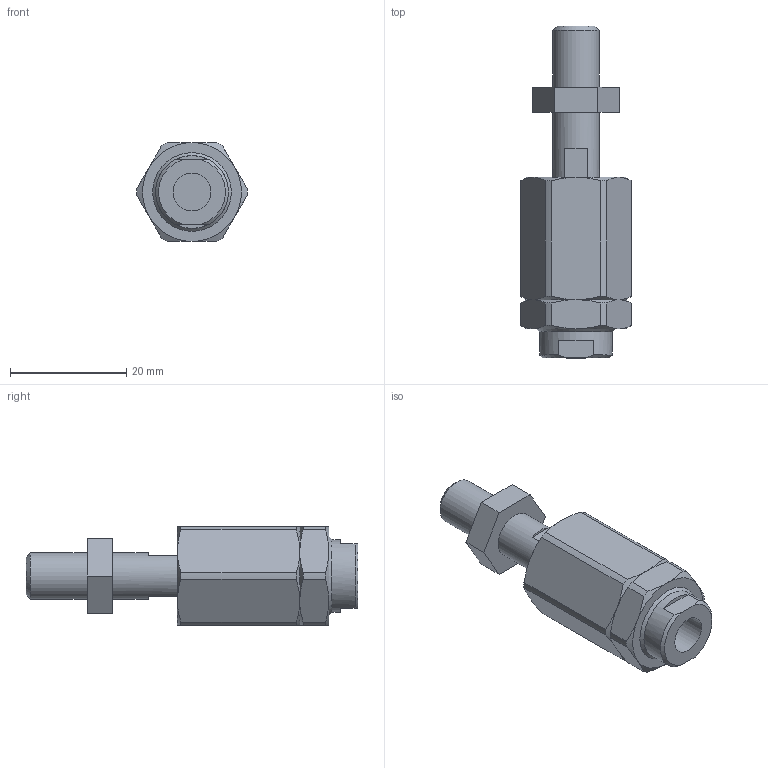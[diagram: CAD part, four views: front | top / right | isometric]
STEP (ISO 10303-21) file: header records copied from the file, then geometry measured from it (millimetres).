
FILE_DESCRIPTION((''),'2;1');
FILE_NAME('SA08x1.25.stp','2013-12-06T10:58:54',('carlo.corazza'),(''),'Autodesk Inventor 2012','Autodesk Inventor 2012','');
FILE_SCHEMA(('AUTOMOTIVE_DESIGN { 1 0 10303 214 1 1 1 1 }'));
Length unit declared in the file: millimetre
Products named in the file (1): SA08x1.25
Bounding box: 19 x 57 x 17 mm (x, y, z)
Volume: 8595.8 mm3; surface area: 3204.6 mm2
Topology: 1 solids, 1 shells, 77 faces, 178 edges, 108 vertices
Faces by surface type: plane 33, cone 28, cylinder 16
Full cylindrical faces by diameter (mm): 6.5 x1, 8 x2, 12.5 x1
Entity records: 2082 total; most frequent: CARTESIAN_POINT 458, ORIENTED_EDGE 340, DIRECTION 334, EDGE_CURVE 170, AXIS2_PLACEMENT_3D 138, VERTEX_POINT 106, EDGE_LOOP 88, FACE_OUTER_BOUND 77
